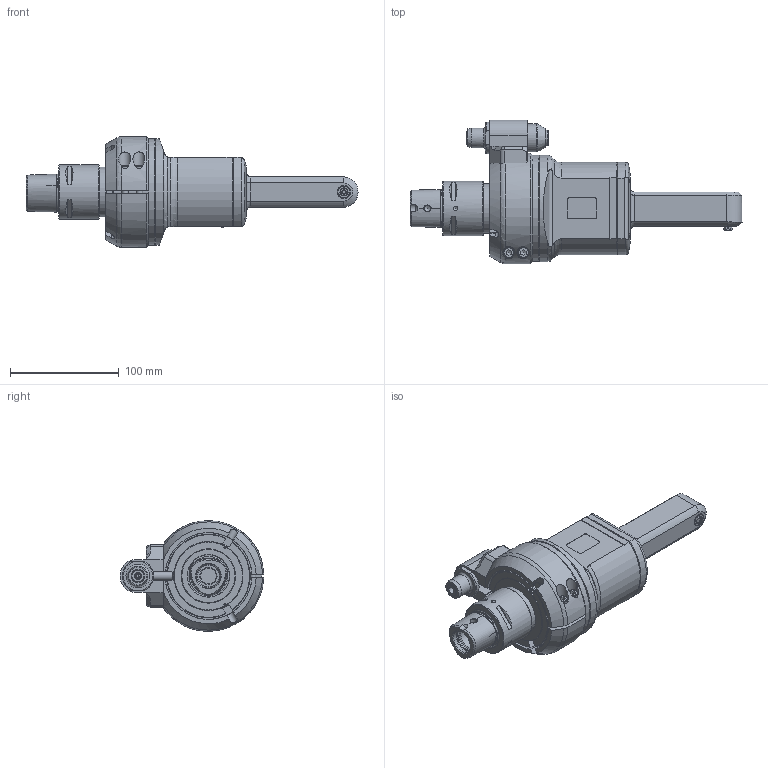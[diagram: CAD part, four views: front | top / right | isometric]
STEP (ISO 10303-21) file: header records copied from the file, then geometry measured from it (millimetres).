
FILE_DESCRIPTION(/* description */ (''),/* implementation_level */ '2;1');
FILE_NAME(/* name */ '9.FS9.04L00-1C6.stp',/* time_stamp */ '2024-03-25T13:28:05-04:00',/* author */ ('jkrenzer'),/* organization */ (''),/* preprocessor_version */ 'ST-DEVELOPER v18.1',/* originating_system */ 'Autodesk Inventor 2022',/* authorisation */ '');
FILE_SCHEMA (('AUTOMOTIVE_DESIGN { 1 0 10303 214 3 1 1 }'));
Products named in the file (3): 9.FS9.04L00-1C6; 9_GA1_656_2  (Type 1, Capto C6, 65mm); 9_FS9_04L00
Assembly tree (2 placements, depth 2):
  9.FS9.04L00-1C6
    9_GA1_656_2  (Type 1, Capto C6, 65mm)
    9_FS9_04L00
Bounding box: 305.89 x 132.23 x 101.99 mm (x, y, z)
Volume: 998003.7 mm3; surface area: 138813 mm2
Topology: 5 solids, 7 shells, 506 faces, 1310 edges, 855 vertices
Faces by surface type: plane 254, cylinder 125, cone 81, torus 26, bspline 16, sphere 4
Full cylindrical faces by diameter (mm): 2.5 x3, 2.6 x2, 3 x3, 4 x1, 4.2 x2, 5 x2, 6 x4, 6.1 x2, 6.5 x1, 7 x1, 8 x3, 8.5 x2, 10 x4, 10.4 x2, 11 x1, 12 x2, 12.5 x1, 14 x1, 14.5 x1, 18 x1, 21 x2, 24 x1, 26 x1, 27 x1, 38 x2, 46 x1, 50 x1, 65 x1, 97.8 x1, 98 x1
Entity records: 59044 total; most frequent: CARTESIAN_POINT 47097, ORIENTED_EDGE 2584, DIRECTION 2330, EDGE_CURVE 1292, AXIS2_PLACEMENT_3D 877, VERTEX_POINT 854, LINE 576, VECTOR 576
